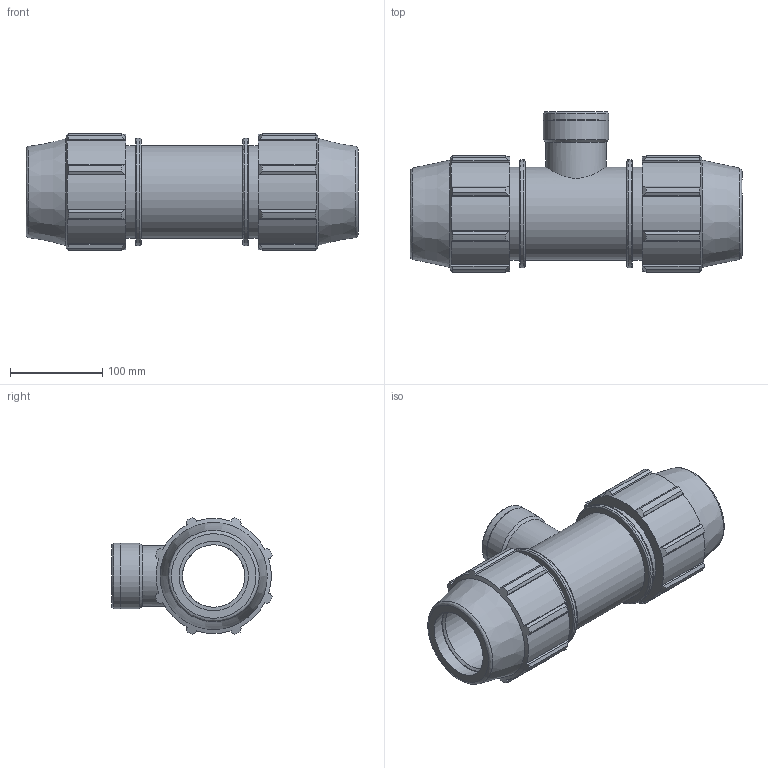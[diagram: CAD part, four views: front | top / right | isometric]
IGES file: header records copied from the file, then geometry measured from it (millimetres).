
Global section: file name: 0714060750200A.ipt; native system: Autodesk Inventor 2015; preprocessor: unknown; author: KIM; date: 20180325.201220; units: millimetre
Bounding box: 359 x 173.04 x 126.08 mm (x, y, z)
Volume: 2094660.3 mm3; surface area: 269506.5 mm2
Topology: 1 solids, 1 shells, 157 faces, 441 edges, 298 vertices
Faces by surface type: plane 79, cylinder 40, cone 23, revolution 15
Full cylindrical faces by diameter (mm): 65.154 x1, 70.82 x2, 100.5 x3, 116.58 x2
